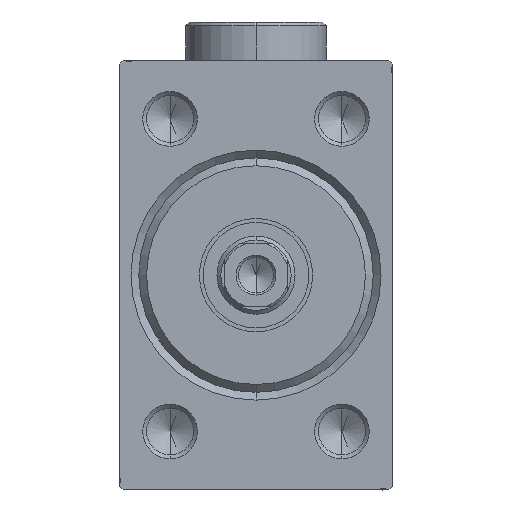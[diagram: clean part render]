
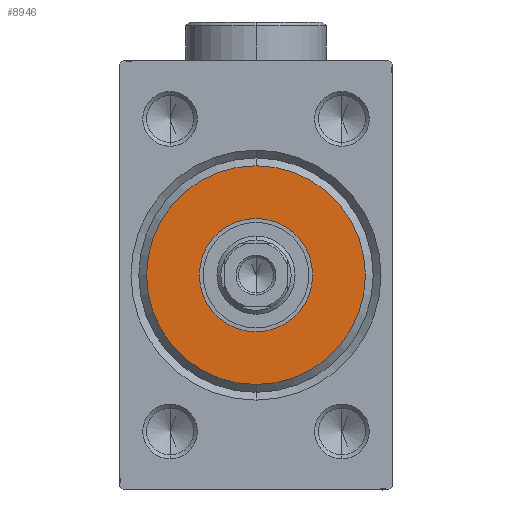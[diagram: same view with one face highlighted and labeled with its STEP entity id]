
A CAD part, left-side view. The second image highlights one B-rep face of the part: STEP entity #8946.
In plain terms, the highlighted face is planar.
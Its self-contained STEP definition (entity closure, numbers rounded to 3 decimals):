
#102 = EDGE_CURVE ( 'NONE', #6277, #34315, #14792, .T. ) ;
#496 = ORIENTED_EDGE ( 'NONE', *, *, #102, .F. ) ;
#4042 = DIRECTION ( 'NONE',  ( 1., 0., 0. ) ) ;
#4821 = CIRCLE ( 'NONE', #35006, 14. ) ;
#6277 = VERTEX_POINT ( 'NONE', #12918 ) ;
#6507 = DIRECTION ( 'NONE',  ( 1., 0., 0. ) ) ;
#6637 = DIRECTION ( 'NONE',  ( 0., 0., -1. ) ) ;
#7777 = AXIS2_PLACEMENT_3D ( 'NONE', #17076, #21212, #31827 ) ;
#8571 = EDGE_CURVE ( 'NONE', #34315, #6277, #29056, .T. ) ;
#8946 = ADVANCED_FACE ( 'NONE', ( #17699, #18547 ), #32626, .T. ) ;
#11309 = EDGE_CURVE ( 'NONE', #29269, #16074, #4821, .T. ) ;
#12918 = CARTESIAN_POINT ( 'NONE',  ( 3., 0., 7.25 ) ) ;
#13262 = ORIENTED_EDGE ( 'NONE', *, *, #11309, .T. ) ;
#14381 = DIRECTION ( 'NONE',  ( 0., 0., -1. ) ) ;
#14792 = CIRCLE ( 'NONE', #28798, 7.25 ) ;
#15014 = AXIS2_PLACEMENT_3D ( 'NONE', #36298, #38669, #25948 ) ;
#15658 = EDGE_CURVE ( 'NONE', #16074, #29269, #41581, .T. ) ;
#15712 = ORIENTED_EDGE ( 'NONE', *, *, #8571, .F. ) ;
#15820 = CARTESIAN_POINT ( 'NONE',  ( 3., 0., 14. ) ) ;
#16074 = VERTEX_POINT ( 'NONE', #15820 ) ;
#17076 = CARTESIAN_POINT ( 'NONE',  ( 3., 0., 0. ) ) ;
#17699 = FACE_OUTER_BOUND ( 'NONE', #44018, .T. ) ;
#18547 = FACE_BOUND ( 'NONE', #26365, .T. ) ;
#21212 = DIRECTION ( 'NONE',  ( 1., 0., 0. ) ) ;
#23898 = AXIS2_PLACEMENT_3D ( 'NONE', #33908, #6507, #37820 ) ;
#23964 = CARTESIAN_POINT ( 'NONE',  ( 3., 0., -7.25 ) ) ;
#25948 = DIRECTION ( 'NONE',  ( 0., 0., -1. ) ) ;
#26365 = EDGE_LOOP ( 'NONE', ( #15712, #496 ) ) ;
#28798 = AXIS2_PLACEMENT_3D ( 'NONE', #43156, #4042, #14381 ) ;
#29056 = CIRCLE ( 'NONE', #23898, 7.25 ) ;
#29269 = VERTEX_POINT ( 'NONE', #43739 ) ;
#31827 = DIRECTION ( 'NONE',  ( 0., 0., -1. ) ) ;
#32255 = ORIENTED_EDGE ( 'NONE', *, *, #15658, .T. ) ;
#32626 = PLANE ( 'NONE',  #15014 ) ;
#33908 = CARTESIAN_POINT ( 'NONE',  ( 3., 0., 0. ) ) ;
#34315 = VERTEX_POINT ( 'NONE', #23964 ) ;
#35006 = AXIS2_PLACEMENT_3D ( 'NONE', #38177, #44391, #6637 ) ;
#36298 = CARTESIAN_POINT ( 'NONE',  ( 3., 0., 0. ) ) ;
#37820 = DIRECTION ( 'NONE',  ( 0., 0., -1. ) ) ;
#38177 = CARTESIAN_POINT ( 'NONE',  ( 3., 0., 0. ) ) ;
#38669 = DIRECTION ( 'NONE',  ( 1., 0., 0. ) ) ;
#41581 = CIRCLE ( 'NONE', #7777, 14. ) ;
#43156 = CARTESIAN_POINT ( 'NONE',  ( 3., 0., 0. ) ) ;
#43739 = CARTESIAN_POINT ( 'NONE',  ( 3., 0., -14. ) ) ;
#44018 = EDGE_LOOP ( 'NONE', ( #32255, #13262 ) ) ;
#44391 = DIRECTION ( 'NONE',  ( 1., 0., 0. ) ) ;
